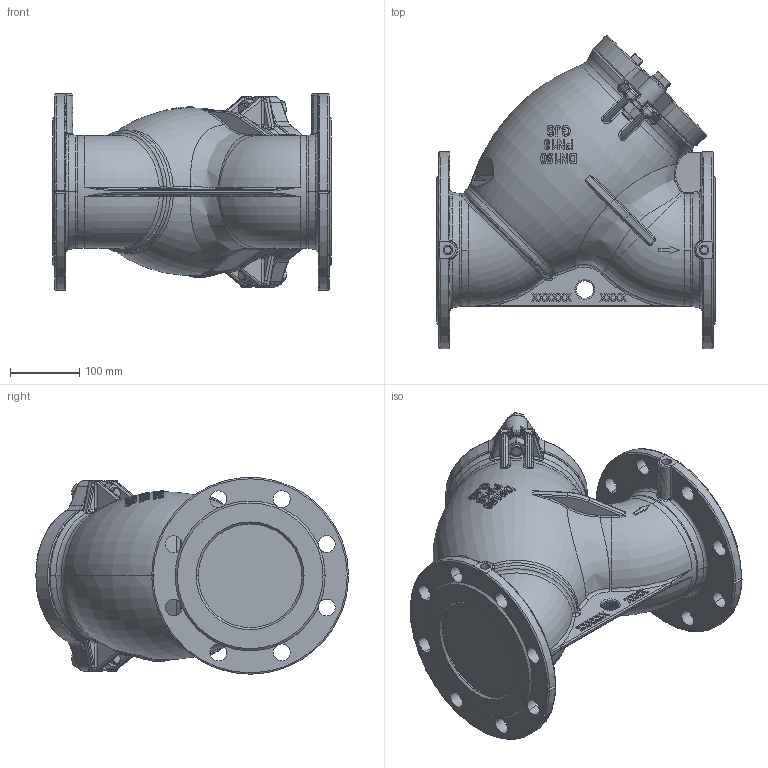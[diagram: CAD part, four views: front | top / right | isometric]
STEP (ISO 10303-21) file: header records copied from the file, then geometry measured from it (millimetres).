
FILE_DESCRIPTION (( 'STEP AP203' ), '1' );
FILE_NAME ('outline drawing^91001502XXXXXXXXXX.STEP', '2014-02-12T08:59:15', ( '' ), ( '' ), 'SwSTEP 2.0', 'SolidWorks 2012', '' );
FILE_SCHEMA (( 'CONFIG_CONTROL_DESIGN' ));
Products named in the file (1): outline drawing^91001502XXXXXXXXXX
Bounding box: 403 x 453.31 x 284.41 mm (x, y, z)
Volume: 18179982.9 mm3; surface area: 659388.5 mm2
Topology: 1 solids, 1 shells, 1650 faces, 4275 edges, 2669 vertices
Faces by surface type: plane 626, bspline 497, cylinder 240, torus 154, sphere 85, cone 48
Entity records: 78193 total; most frequent: CARTESIAN_POINT 41710, ORIENTED_EDGE 8478, DIRECTION 6232, EDGE_CURVE 4239, VERTEX_POINT 2657, AXIS2_PLACEMENT_3D 2221, VECTOR 1790, LINE 1790
